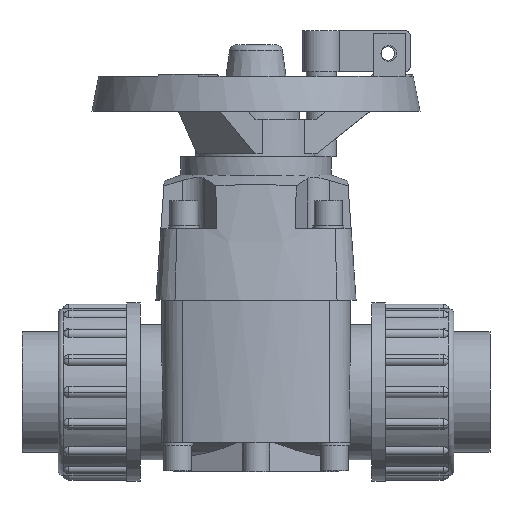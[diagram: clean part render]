
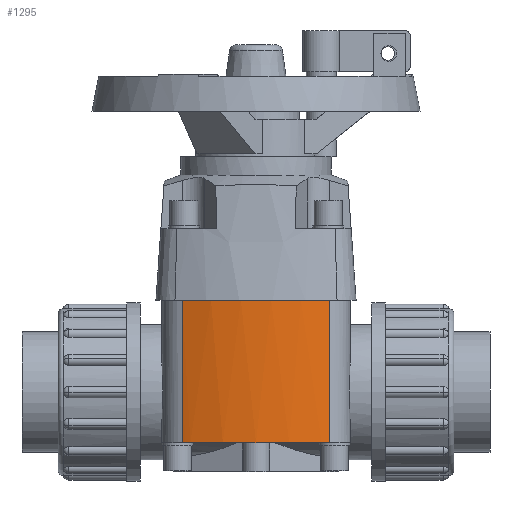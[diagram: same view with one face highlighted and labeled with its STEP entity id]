
A CAD part, front view. The second image highlights one B-rep face of the part: STEP entity #1295.
In plain terms, the highlighted cylindrical face has radius 85.8 mm (diameter 171.6 mm), a partial arc.
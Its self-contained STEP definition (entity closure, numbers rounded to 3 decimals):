
#1295=ADVANCED_FACE('',(#2654),#2655,.T.);
#2654=FACE_OUTER_BOUND('',#4044,.T.);
#2655=CYLINDRICAL_SURFACE('',#4045,85.8);
#4044=EDGE_LOOP('',(#7897,#7898,#7899,#7900,#7901,#7902));
#4045=AXIS2_PLACEMENT_3D('',#7903,#7904,#7905);
#7897=ORIENTED_EDGE('',*,*,#9420,.T.);
#7898=ORIENTED_EDGE('',*,*,#9690,.T.);
#7899=ORIENTED_EDGE('',*,*,#9443,.T.);
#7900=ORIENTED_EDGE('',*,*,#9647,.F.);
#7901=ORIENTED_EDGE('',*,*,#9469,.T.);
#7902=ORIENTED_EDGE('',*,*,#9688,.T.);
#7903=CARTESIAN_POINT('',(0.0,42.9,38.05));
#7904=DIRECTION('',(0.0,0.0,-1.0));
#7905=DIRECTION('',(0.357,-0.934,0.0));
#9420=EDGE_CURVE('',#11628,#10184,#11630,.T.);
#9443=EDGE_CURVE('',#10144,#11656,#11657,.T.);
#9469=EDGE_CURVE('',#11696,#11694,#11697,.T.);
#9647=EDGE_CURVE('',#11696,#11656,#11913,.T.);
#9688=EDGE_CURVE('',#11694,#11628,#11963,.T.);
#9690=EDGE_CURVE('',#10184,#10144,#11965,.T.);
#10144=VERTEX_POINT('',#12693);
#10184=VERTEX_POINT('',#12741);
#11628=VERTEX_POINT('',#15581);
#11630=CIRCLE('',#15583,85.8);
#11656=VERTEX_POINT('',#15609);
#11657=CIRCLE('',#15610,85.8);
#11694=VERTEX_POINT('',#15650);
#11696=VERTEX_POINT('',#15652);
#11697=CIRCLE('',#15653,85.8);
#11913=LINE('',#16073,#16074);
#11963=LINE('',#16156,#16157);
#11965=CIRCLE('',#16159,85.8);
#12693=CARTESIAN_POINT('',(27.182,-38.48,-21.003));
#12741=CARTESIAN_POINT('',(-27.182,-38.48,-21.003));
#15581=CARTESIAN_POINT('',(-30.643,-37.241,-21.003));
#15583=AXIS2_PLACEMENT_3D('',#18133,#18134,#18135);
#15609=CARTESIAN_POINT('',(30.643,-37.241,-21.003));
#15610=AXIS2_PLACEMENT_3D('',#18172,#18173,#18174);
#15650=CARTESIAN_POINT('',(-30.643,-37.241,38.05));
#15652=CARTESIAN_POINT('',(30.643,-37.241,38.05));
#15653=AXIS2_PLACEMENT_3D('',#18223,#18224,#18225);
#16073=CARTESIAN_POINT('',(30.643,-37.241,38.05));
#16074=VECTOR('',#18437,1.0);
#16156=CARTESIAN_POINT('',(-30.643,-37.241,38.05));
#16157=VECTOR('',#18489,1.0);
#16159=AXIS2_PLACEMENT_3D('',#18490,#18491,#18492);
#18133=CARTESIAN_POINT('',(0.0,42.9,-21.003));
#18134=DIRECTION('',(-0.0,0.0,1.0));
#18135=DIRECTION('',(0.357,-0.934,0.0));
#18172=CARTESIAN_POINT('',(0.0,42.9,-21.003));
#18173=DIRECTION('',(-0.0,0.0,1.0));
#18174=DIRECTION('',(0.357,-0.934,0.0));
#18223=CARTESIAN_POINT('',(0.0,42.9,38.05));
#18224=DIRECTION('',(0.0,0.0,-1.0));
#18225=DIRECTION('',(0.357,-0.934,0.0));
#18437=DIRECTION('',(0.0,0.0,-1.0));
#18489=DIRECTION('',(0.0,0.0,-1.0));
#18490=CARTESIAN_POINT('',(0.0,42.9,-21.003));
#18491=DIRECTION('',(-0.0,0.0,1.0));
#18492=DIRECTION('',(0.357,-0.934,0.0));
